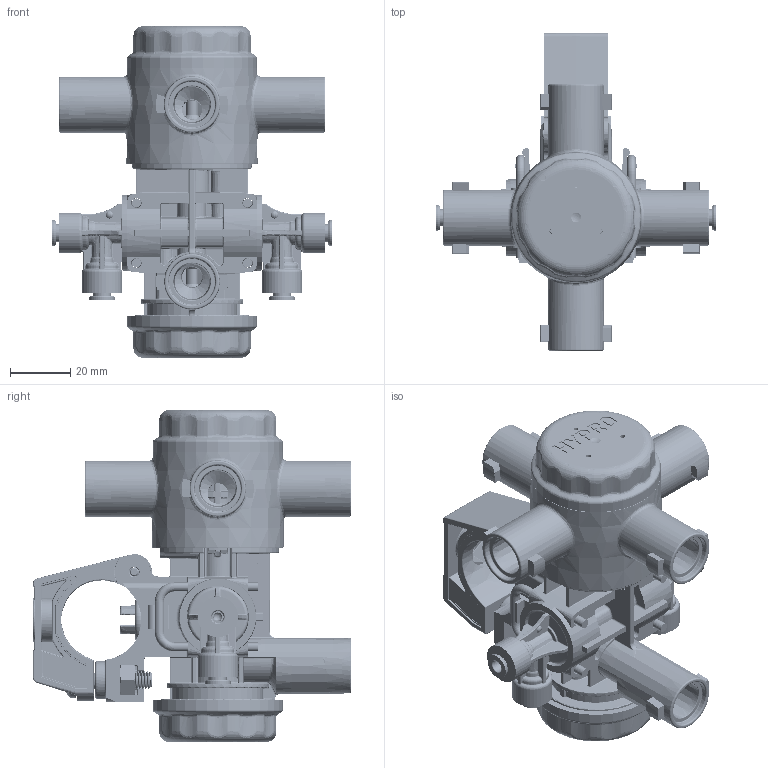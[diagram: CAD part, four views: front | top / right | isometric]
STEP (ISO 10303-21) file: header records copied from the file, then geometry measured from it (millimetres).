
FILE_DESCRIPTION (( 'STEP AP203' ), '1' );
FILE_NAME ('4214-1503V.STEP', '2016-07-07T19:46:50', ( '' ), ( '' ), 'SwSTEP 2.0', 'SolidWorks 2012', '' );
FILE_SCHEMA (( 'CONFIG_CONTROL_DESIGN' ));
Products named in the file (1): 4214-1503V
Bounding box: 93.45 x 106 x 110.62 mm (x, y, z)
Surface area: 105830 mm2 (no closed solid volume)
Topology: 0 solids, 37 shells, 6249 faces, 14869 edges, 8748 vertices
Faces by surface type: bspline 1953, cylinder 1412, plane 1131, torus 704, cone 647, sphere 402
Entity records: 240373 total; most frequent: CARTESIAN_POINT 112442, ORIENTED_EDGE 29524, DIRECTION 23639, EDGE_CURVE 14771, AXIS2_PLACEMENT_3D 9893, VERTEX_POINT 8744, EDGE_LOOP 6513, FACE_OUTER_BOUND 6249
